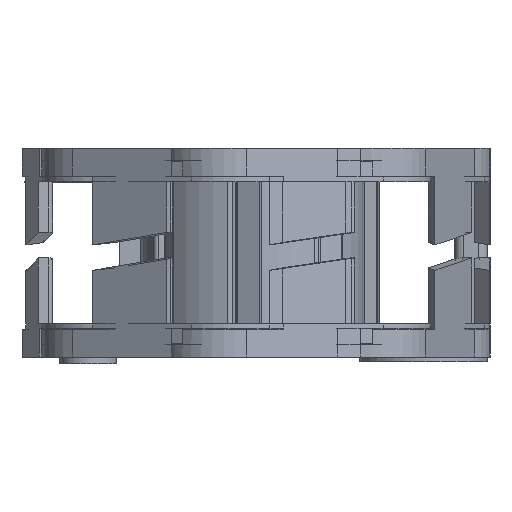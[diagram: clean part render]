
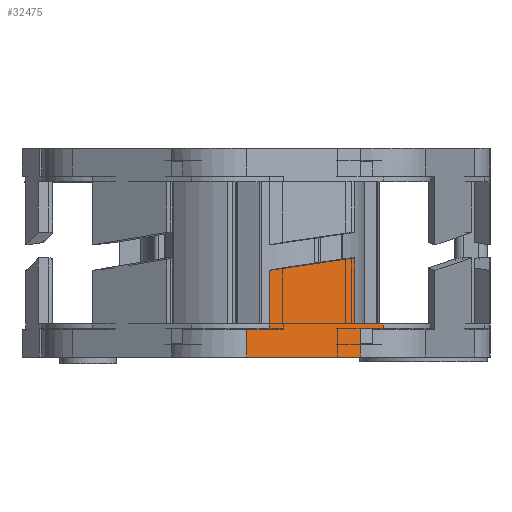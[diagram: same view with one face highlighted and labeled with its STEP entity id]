
A CAD part, left-side view. The second image highlights one B-rep face of the part: STEP entity #32475.
In plain terms, the highlighted planar face has unit normal (-0.96, -0.281, 0).
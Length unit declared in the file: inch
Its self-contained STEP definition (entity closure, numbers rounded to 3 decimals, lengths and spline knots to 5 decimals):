
#3466 = LINE ( 'NONE', #62543, #24188 ) ;
#3885 = VERTEX_POINT ( 'NONE', #23067 ) ;
#4253 = CARTESIAN_POINT ( 'NONE',  ( -1.26302, 0.73486, -0.43307 ) ) ;
#4702 = DIRECTION ( 'NONE',  ( -0.279, 0.95, -0.139 ) ) ;
#5532 = DIRECTION ( 'NONE',  ( 0., 0., -1. ) ) ;
#5668 = CARTESIAN_POINT ( 'NONE',  ( -1.13166, 0.28679, 0.43307 ) ) ;
#6785 = DIRECTION ( 'NONE',  ( 0., 0., 1. ) ) ;
#8266 = ORIENTED_EDGE ( 'NONE', *, *, #26692, .F. ) ;
#8732 = CARTESIAN_POINT ( 'NONE',  ( -1.26302, 0.73486, -0.31693 ) ) ;
#9182 = EDGE_CURVE ( 'NONE', #45250, #26049, #72573, .T. ) ;
#9437 = DIRECTION ( 'NONE',  ( 0., 0., 1. ) ) ;
#10744 = CARTESIAN_POINT ( 'NONE',  ( -1.13166, 0.28679, -0.29528 ) ) ;
#11459 = LINE ( 'NONE', #34350, #72472 ) ;
#11912 = CARTESIAN_POINT ( 'NONE',  ( -1.09688, 0.16816, -0.31496 ) ) ;
#15111 = EDGE_LOOP ( 'NONE', ( #56400, #74192, #59542, #32435, #40010, #71090, #74163, #63803, #52814, #8266 ) ) ;
#16416 = EDGE_CURVE ( 'NONE', #34312, #34795, #47395, .T. ) ;
#17045 = VECTOR ( 'NONE', #9437, 39.37008 ) ;
#18108 = CARTESIAN_POINT ( 'NONE',  ( -1.09688, 0.16816, -0.43307 ) ) ;
#19534 = EDGE_CURVE ( 'NONE', #45177, #64564, #44240, .T. ) ;
#20927 = CARTESIAN_POINT ( 'NONE',  ( -1.12482, 0.26349, 0.43307 ) ) ;
#22396 = CARTESIAN_POINT ( 'NONE',  ( -1.26302, 0.73486, 0.43307 ) ) ;
#23067 = CARTESIAN_POINT ( 'NONE',  ( -1.12482, 0.26349, -0.43307 ) ) ;
#23321 = EDGE_CURVE ( 'NONE', #32313, #66468, #59540, .T. ) ;
#23396 = CARTESIAN_POINT ( 'NONE',  ( -1.26302, 0.73486, -0.31496 ) ) ;
#23446 = EDGE_CURVE ( 'NONE', #45250, #3885, #3466, .T. ) ;
#24188 = VECTOR ( 'NONE', #26745, 39.37008 ) ;
#24204 = CARTESIAN_POINT ( 'NONE',  ( -1.12482, 0.26349, -0.31496 ) ) ;
#26049 = VERTEX_POINT ( 'NONE', #8732 ) ;
#26692 = EDGE_CURVE ( 'NONE', #64564, #34795, #52818, .T. ) ;
#26745 = DIRECTION ( 'NONE',  ( 0.281, -0.96, 0. ) ) ;
#28920 = CARTESIAN_POINT ( 'NONE',  ( -1.09688, 0.16816, -0.29528 ) ) ;
#30225 = DIRECTION ( 'NONE',  ( 0.281, -0.96, 0. ) ) ;
#32197 = LINE ( 'NONE', #50118, #59034 ) ;
#32313 = VERTEX_POINT ( 'NONE', #55565 ) ;
#32435 = ORIENTED_EDGE ( 'NONE', *, *, #23321, .T. ) ;
#32475 = ADVANCED_FACE ( 'NONE', ( #38783 ), #39925, .T. ) ;
#34312 = VERTEX_POINT ( 'NONE', #24204 ) ;
#34350 = CARTESIAN_POINT ( 'NONE',  ( -1.26302, 0.73486, -0.31693 ) ) ;
#34795 = VERTEX_POINT ( 'NONE', #11912 ) ;
#35210 = EDGE_CURVE ( 'NONE', #66468, #26049, #11459, .T. ) ;
#36730 = CARTESIAN_POINT ( 'NONE',  ( -1.13166, 0.28679, -0.02165 ) ) ;
#37913 = CARTESIAN_POINT ( 'NONE',  ( -1.26302, 0.73486, -0.43307 ) ) ;
#38481 = CARTESIAN_POINT ( 'NONE',  ( -1.17995, 0.45151, -0.29528 ) ) ;
#38783 = FACE_OUTER_BOUND ( 'NONE', #15111, .T. ) ;
#39548 = DIRECTION ( 'NONE',  ( -0.96, -0.281, 0. ) ) ;
#39925 = PLANE ( 'NONE',  #68514 ) ;
#40010 = ORIENTED_EDGE ( 'NONE', *, *, #35210, .T. ) ;
#40149 = VECTOR ( 'NONE', #5532, 39.37008 ) ;
#41579 = DIRECTION ( 'NONE',  ( -0.281, 0.96, 0. ) ) ;
#44182 = LINE ( 'NONE', #20927, #17045 ) ;
#44240 = LINE ( 'NONE', #38481, #53939 ) ;
#45177 = VERTEX_POINT ( 'NONE', #10744 ) ;
#45250 = VERTEX_POINT ( 'NONE', #4253 ) ;
#47395 = LINE ( 'NONE', #23396, #51050 ) ;
#50095 = VERTEX_POINT ( 'NONE', #36730 ) ;
#50118 = CARTESIAN_POINT ( 'NONE',  ( -1.13166, 0.28679, -0.02165 ) ) ;
#51050 = VECTOR ( 'NONE', #30225, 39.37008 ) ;
#52814 = ORIENTED_EDGE ( 'NONE', *, *, #16416, .T. ) ;
#52818 = LINE ( 'NONE', #18108, #40149 ) ;
#53861 = EDGE_CURVE ( 'NONE', #3885, #34312, #44182, .T. ) ;
#53939 = VECTOR ( 'NONE', #61722, 39.37008 ) ;
#55565 = CARTESIAN_POINT ( 'NONE',  ( -1.23507, 0.63953, -0.07332 ) ) ;
#55788 = DIRECTION ( 'NONE',  ( 0., 0., 1. ) ) ;
#55872 = VECTOR ( 'NONE', #55788, 39.37008 ) ;
#55989 = VECTOR ( 'NONE', #6785, 39.37008 ) ;
#56400 = ORIENTED_EDGE ( 'NONE', *, *, #19534, .F. ) ;
#57885 = LINE ( 'NONE', #5668, #55989 ) ;
#58285 = VECTOR ( 'NONE', #66012, 39.37008 ) ;
#59034 = VECTOR ( 'NONE', #4702, 39.37008 ) ;
#59540 = LINE ( 'NONE', #64898, #58285 ) ;
#59542 = ORIENTED_EDGE ( 'NONE', *, *, #59847, .T. ) ;
#59847 = EDGE_CURVE ( 'NONE', #50095, #32313, #32197, .T. ) ;
#60603 = CARTESIAN_POINT ( 'NONE',  ( -1.23507, 0.63953, -0.31693 ) ) ;
#61722 = DIRECTION ( 'NONE',  ( 0.281, -0.96, 0. ) ) ;
#62417 = DIRECTION ( 'NONE',  ( 0., 0., -1. ) ) ;
#62543 = CARTESIAN_POINT ( 'NONE',  ( -1.17995, 0.45151, -0.43307 ) ) ;
#63803 = ORIENTED_EDGE ( 'NONE', *, *, #53861, .T. ) ;
#64564 = VERTEX_POINT ( 'NONE', #28920 ) ;
#64898 = CARTESIAN_POINT ( 'NONE',  ( -1.23507, 0.63953, 0.43307 ) ) ;
#65598 = EDGE_CURVE ( 'NONE', #45177, #50095, #57885, .T. ) ;
#66012 = DIRECTION ( 'NONE',  ( 0., 0., -1. ) ) ;
#66468 = VERTEX_POINT ( 'NONE', #60603 ) ;
#68514 = AXIS2_PLACEMENT_3D ( 'NONE', #22396, #39548, #62417 ) ;
#71090 = ORIENTED_EDGE ( 'NONE', *, *, #9182, .F. ) ;
#72472 = VECTOR ( 'NONE', #41579, 39.37008 ) ;
#72573 = LINE ( 'NONE', #37913, #55872 ) ;
#74163 = ORIENTED_EDGE ( 'NONE', *, *, #23446, .T. ) ;
#74192 = ORIENTED_EDGE ( 'NONE', *, *, #65598, .T. ) ;
